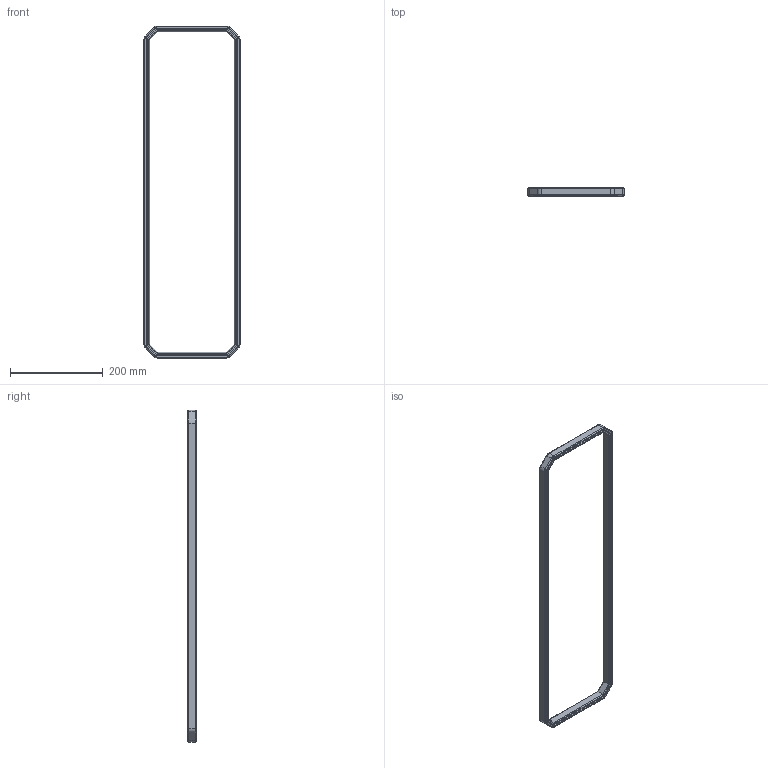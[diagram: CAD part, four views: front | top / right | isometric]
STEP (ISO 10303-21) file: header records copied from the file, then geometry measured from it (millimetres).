
FILE_DESCRIPTION(/* description */ (''),/* implementation_level */ '2;1');
FILE_NAME(/* name */ '006Dichtung-WH.stp',/* time_stamp */ '2013-09-27T09:11:42+02:00',/* author */ ('Walter'),/* organization */ (''),/* preprocessor_version */ 'ST-DEVELOPER v15.2',/* originating_system */ 'Autodesk Inventor 2014',/* authorisation */ '');
FILE_SCHEMA (('AUTOMOTIVE_DESIGN { 1 0 10303 214 3 1 1 }'));
Length unit declared in the file: millimetre
Products named in the file (1): 006Dichtung
Bounding box: 207 x 18 x 715 mm (x, y, z)
Volume: 314531.4 mm3; surface area: 138761.1 mm2
Topology: 1 solids, 1 shells, 192 faces, 520 edges, 320 vertices
Faces by surface type: plane 72, cylinder 56, cone 32, bspline 16, torus 16
Entity records: 6901 total; most frequent: CARTESIAN_POINT 2009, DIRECTION 1082, ORIENTED_EDGE 1008, EDGE_CURVE 504, AXIS2_PLACEMENT_3D 401, VERTEX_POINT 320, LINE 280, VECTOR 280
